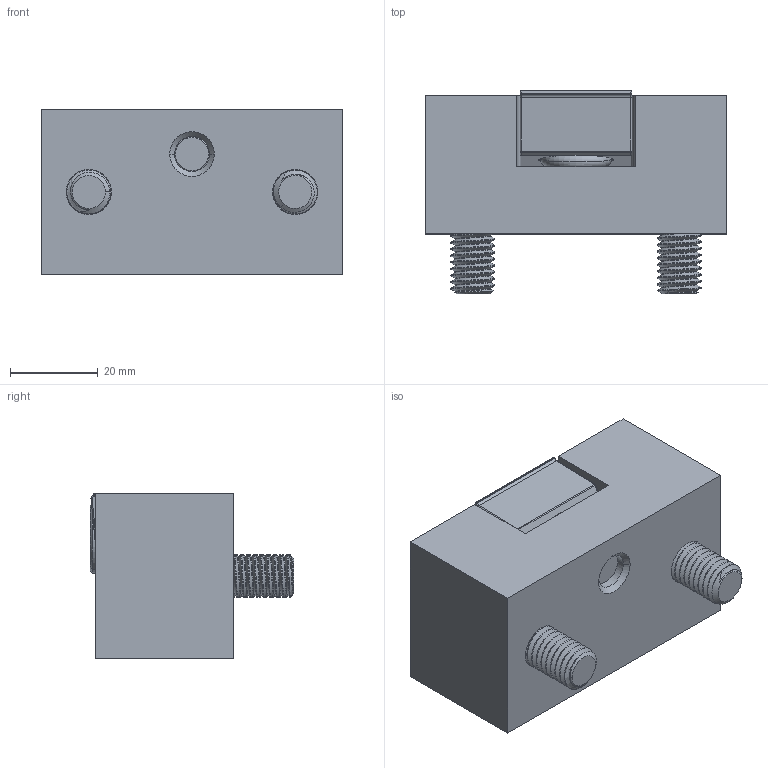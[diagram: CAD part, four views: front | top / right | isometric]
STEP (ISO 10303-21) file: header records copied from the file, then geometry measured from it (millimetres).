
FILE_DESCRIPTION (( 'STEP AP203' ), '1' );
FILE_NAME ('56230.STEP', '2021-01-19T15:59:39', ( '' ), ( '' ), 'SwSTEP 2.0', 'SolidWorks 2018', '' );
FILE_SCHEMA (( 'CONFIG_CONTROL_DESIGN' ));
Length unit declared in the file: inch
Products named in the file (6): 262301_262301; 204 O-RING_204 O-RING; 56230; M1035MM SHCS_M1035MM SHCS; M1020MM SHCS_M1020M SHCS; 260701_260701
Assembly tree (6 placements, depth 2):
  56230
    260701_260701
    204 O-RING_204 O-RING
    M1020MM SHCS_M1020M SHCS
    262301_262301
    M1035MM SHCS_M1035MM SHCS  x2
Bounding box: 68.58 x 46.4 x 37.59 mm (x, y, z)
Volume: 77129.8 mm3; surface area: 25926 mm2
Topology: 6 solids, 6 shells, 449 faces, 1182 edges, 746 vertices
Faces by surface type: cylinder 294, plane 57, cone 46, bspline 30, torus 16, sphere 6
Entity records: 15861 total; most frequent: CARTESIAN_POINT 8309, ORIENTED_EDGE 1676, DIRECTION 1250, EDGE_CURVE 838, VERTEX_POINT 524, AXIS2_PLACEMENT_3D 480, EDGE_LOOP 340, ADVANCED_FACE 327
